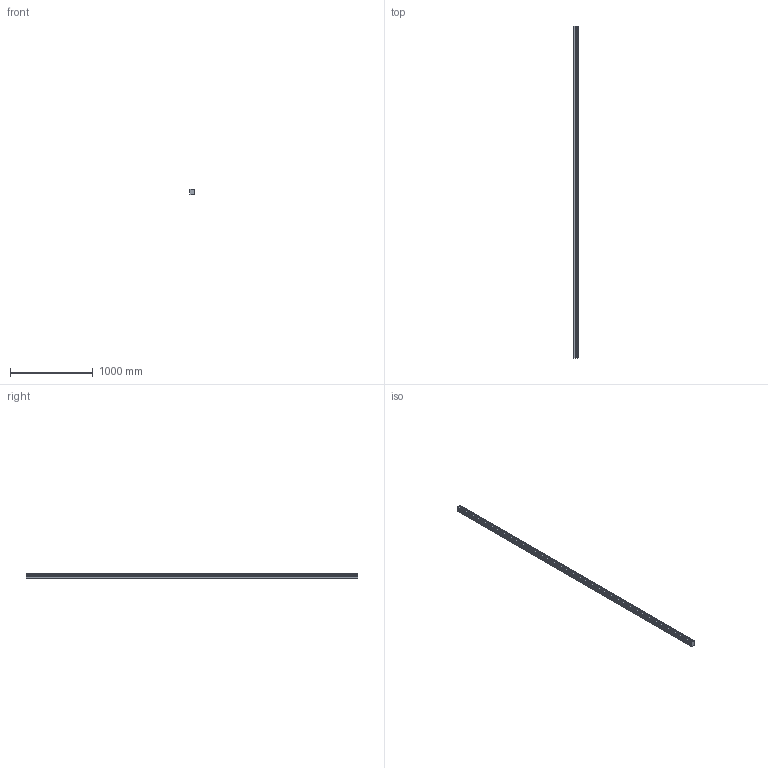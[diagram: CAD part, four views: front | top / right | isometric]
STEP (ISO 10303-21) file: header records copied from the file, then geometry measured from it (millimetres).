
FILE_DESCRIPTION(/* description */ ('Alibre Inc.'),/* implementation_level */ '2;1');
FILE_NAME(/* name */ 'export0',/* time_stamp */ '2017-02-03T09:07:28+01:00',/* author */ (''),/* organization */ (''),/* preprocessor_version */ 'ST-DEVELOPER v14',/* originating_system */ 'Alibre',/* authorisation */ '');
FILE_SCHEMA (('AUTOMOTIVE_DESIGN'));
Length unit declared in the file: millimetre
Bounding box: 53 x 4000 x 63 mm (x, y, z)
Volume: 11849801.8 mm3; surface area: 1026338.7 mm2
Topology: 1 solids, 1 shells, 142 faces, 420 edges, 280 vertices
Faces by surface type: plane 81, cylinder 61
Full cylindrical faces by diameter (mm): 18 x27, 26 x27
Entity records: 4596 total; most frequent: CARTESIAN_POINT 1356, ORIENTED_EDGE 678, DIRECTION 557, EDGE_CURVE 339, AXIS2_PLACEMENT_3D 264, VERTEX_POINT 253, EDGE_LOOP 250, FACE_BOUND 250
